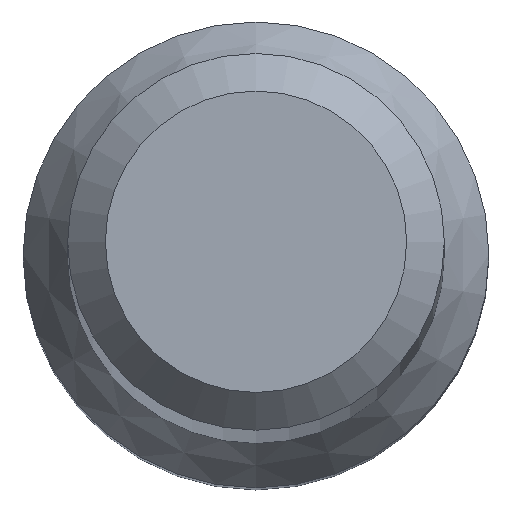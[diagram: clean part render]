
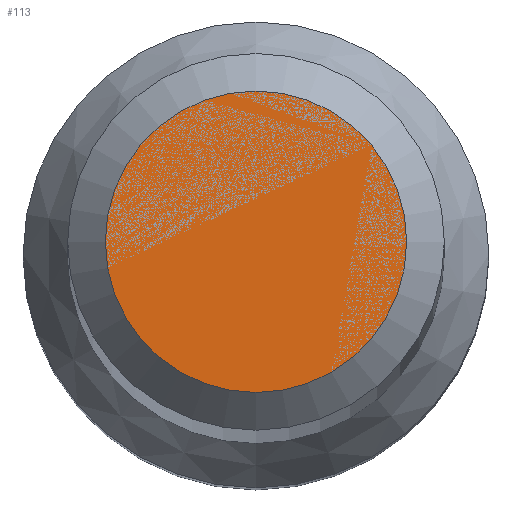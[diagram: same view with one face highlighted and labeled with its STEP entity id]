
A CAD part, top view. The second image highlights one B-rep face of the part: STEP entity #113.
In plain terms, the highlighted planar face has unit normal (0, 0, 1).
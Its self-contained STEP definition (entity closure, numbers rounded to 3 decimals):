
#12 = CIRCLE ( 'NONE', #122, 1.2 ) ;
#17 = DIRECTION ( 'NONE',  ( 0., 1., 0. ) ) ;
#66 = ORIENTED_EDGE ( 'NONE', *, *, #275, .F. ) ;
#94 = DIRECTION ( 'NONE',  ( 0., 1., 0. ) ) ;
#113 = ADVANCED_FACE ( 'NONE', ( #196 ), #277, .F. ) ;
#122 = AXIS2_PLACEMENT_3D ( 'NONE', #141, #234, #17 ) ;
#141 = CARTESIAN_POINT ( 'NONE',  ( 0., 0., 70. ) ) ;
#151 = VERTEX_POINT ( 'NONE', #264 ) ;
#185 = DIRECTION ( 'NONE',  ( 0., 0., -1. ) ) ;
#196 = FACE_OUTER_BOUND ( 'NONE', #243, .T. ) ;
#220 = CARTESIAN_POINT ( 'NONE',  ( 0., 0., 70. ) ) ;
#225 = AXIS2_PLACEMENT_3D ( 'NONE', #220, #185, #94 ) ;
#234 = DIRECTION ( 'NONE',  ( 0., 0., -1. ) ) ;
#243 = EDGE_LOOP ( 'NONE', ( #66 ) ) ;
#264 = CARTESIAN_POINT ( 'NONE',  ( 0., 1.2, 70. ) ) ;
#275 = EDGE_CURVE ( 'NONE', #151, #151, #12, .T. ) ;
#277 = PLANE ( 'NONE',  #225 ) ;
